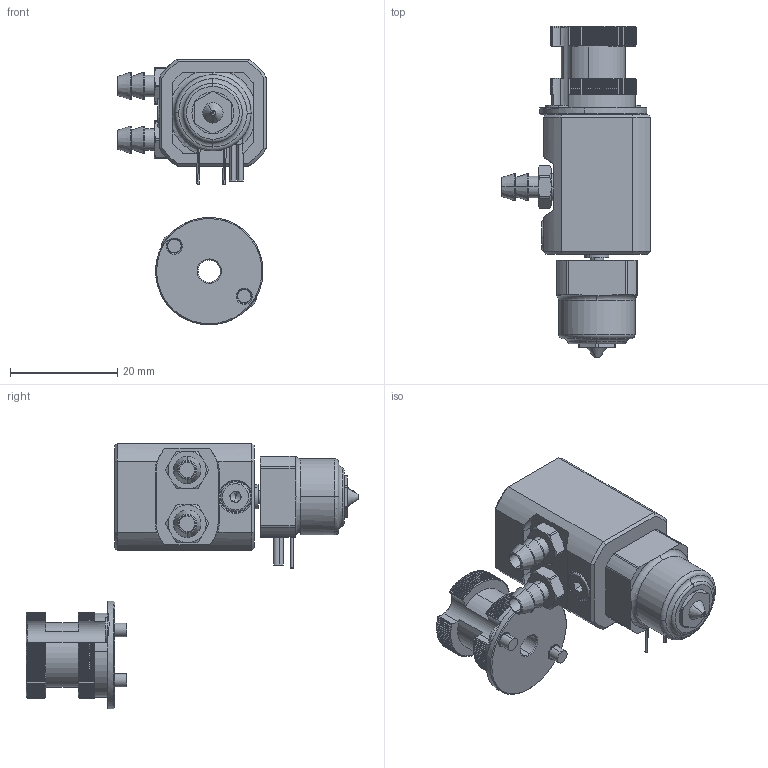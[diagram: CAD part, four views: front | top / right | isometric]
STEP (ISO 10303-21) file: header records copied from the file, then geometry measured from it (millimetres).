
FILE_DESCRIPTION (( 'STEP AP214' ), '1' );
FILE_NAME ('TD6-CHC-LC.STEP', '2022-09-02T01:11:17', ( '' ), ( '' ), 'SwSTEP 2.0', 'SolidWorks 2020', '' );
FILE_SCHEMA (( 'AUTOMOTIVE_DESIGN' ));
Length unit declared in the file: millimetre
Products named in the file (15): 禱牉奪綰奪蚾饜; ｻｷﾐﾎｼﾓﾈﾈｿ鮖霓ｺﾌﾗ; 标准型陶瓷加热圈; titan-V2禱牉奪唳驗郲; titanV2_禱牉奪; 环形加热块-B款; 环形加热块装配体1; countersunk flat head cross recess screw_din_DIN EN ISO 7046-1 - M2.5 x 4 - Z - 4N; M6-5mm奪惘坢諉芛; socket head thin cap screw_din_DIN 7984 - M3 x 6 --- 4.5N; PT100_sensor; 细管顶块版水冷hotend-散热器; titianV2_綰奪結え; Rapido-幗豪V6巠饜ん; TD6-CHC-LC
Assembly tree (16 placements, depth 3):
  TD6-CHC-LC
    细管顶块版水冷hotend-散热器
    禱牉奪綰奪蚾饜
      titianV2_綰奪結え
      titanV2_禱牉奪
      titan-V2禱牉奪唳驗郲
    ｻｷﾐﾎｼﾓﾈﾈｿ鮖霓ｺﾌﾗ
    环形加热块装配体1
      环形加热块-B款
      标准型陶瓷加热圈
      PT100_sensor
    M6-5mm奪惘坢諉芛  x2
    Rapido-幗豪V6巠饜ん
    socket head thin cap screw_din_DIN 7984 - M3 x 6 --- 4.5N
    countersunk flat head cross recess screw_din_DIN EN ISO 7046-1 - M2.5 x 4 - Z - 4N  x2
Bounding box: 27.78 x 61.8 x 49.47 mm (x, y, z)
Volume: 14518.1 mm3; surface area: 10354.6 mm2
Topology: 16 solids, 16 shells, 1226 faces, 3350 edges, 2171 vertices
Faces by surface type: plane 595, cylinder 429, cone 154, torus 36, bspline 12
Entity records: 41994 total; most frequent: CARTESIAN_POINT 13540, ORIENTED_EDGE 6174, DIRECTION 5466, EDGE_CURVE 3087, AXIS2_PLACEMENT_3D 2066, VERTEX_POINT 2011, VECTOR 1334, LINE 1334
